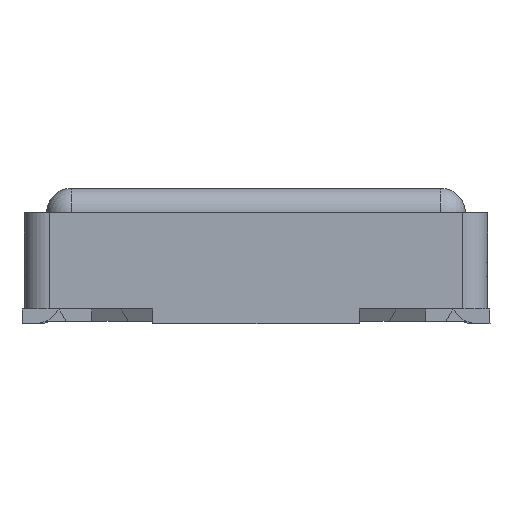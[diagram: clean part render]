
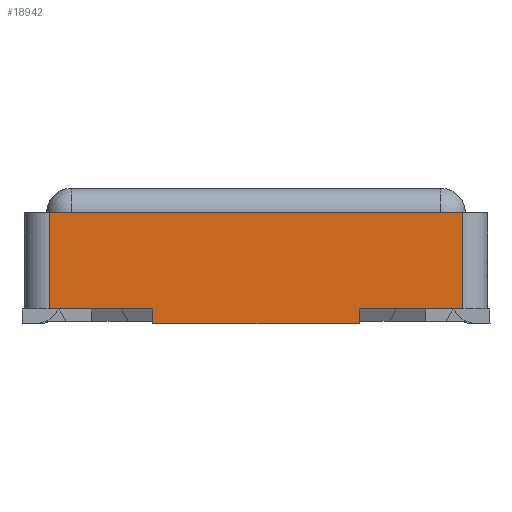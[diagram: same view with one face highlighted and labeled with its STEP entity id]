
A CAD part, left-side view. The second image highlights one B-rep face of the part: STEP entity #18942.
In plain terms, the highlighted planar face has unit normal (-1, 0, 0).
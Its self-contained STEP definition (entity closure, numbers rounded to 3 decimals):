
#445=DIRECTION('',(0.,-1.,0.));
#446=VECTOR('',#445,0.42);
#447=CARTESIAN_POINT('',(-4.625,0.84,0.05));
#448=LINE('',#447,#446);
#449=DIRECTION('',(0.,-1.,0.));
#450=VECTOR('',#449,0.42);
#451=CARTESIAN_POINT('',(-4.625,-0.42,0.05));
#452=LINE('',#451,#450);
#507=DIRECTION('',(0.,0.,1.));
#508=VECTOR('',#507,0.39);
#509=CARTESIAN_POINT('',(-4.625,0.84,0.05));
#510=LINE('',#509,#508);
#511=DIRECTION('',(0.,-1.,0.));
#512=VECTOR('',#511,1.68);
#513=CARTESIAN_POINT('',(-4.625,0.84,0.44));
#514=LINE('',#513,#512);
#515=DIRECTION('',(0.,0.,-1.));
#516=VECTOR('',#515,0.39);
#517=CARTESIAN_POINT('',(-4.625,-0.84,0.44));
#518=LINE('',#517,#516);
#519=DIRECTION('',(0.,0.,-1.));
#520=VECTOR('',#519,0.06);
#521=CARTESIAN_POINT('',(-4.625,-0.42,0.05));
#522=LINE('',#521,#520);
#14376=DIRECTION('',(0.,0.,-1.));
#14377=VECTOR('',#14376,0.06);
#14378=CARTESIAN_POINT('',(-4.625,0.42,0.05));
#14379=LINE('',#14378,#14377);
#14393=DIRECTION('',(0.,-1.,0.));
#14394=VECTOR('',#14393,0.84);
#14395=CARTESIAN_POINT('',(-4.625,0.42,
-0.01));
#14396=LINE('',#14395,#14394);
#14783=CARTESIAN_POINT('',(-4.625,0.84,0.05));
#14784=CARTESIAN_POINT('',(-4.625,0.42,0.05));
#14785=VERTEX_POINT('',#14783);
#14786=VERTEX_POINT('',#14784);
#14791=CARTESIAN_POINT('',(-4.625,-0.42,0.05));
#14792=VERTEX_POINT('',#14791);
#14793=CARTESIAN_POINT('',(-4.625,-0.84,0.05));
#14794=VERTEX_POINT('',#14793);
#14837=CARTESIAN_POINT('',(-4.625,-0.42,
-0.01));
#14838=VERTEX_POINT('',#14837);
#14839=CARTESIAN_POINT('',(-4.625,0.42,
-0.01));
#14840=VERTEX_POINT('',#14839);
#15281=CARTESIAN_POINT('',(-4.625,0.84,0.44));
#15282=CARTESIAN_POINT('',(-4.625,-0.84,0.44));
#15283=VERTEX_POINT('',#15281);
#15284=VERTEX_POINT('',#15282);
#18921=CARTESIAN_POINT('',(-4.625,0.94,0.));
#18922=DIRECTION('',(-1.,0.,0.));
#18923=DIRECTION('',(0.,-1.,0.));
#18924=AXIS2_PLACEMENT_3D('',#18921,#18922,#18923);
#18925=PLANE('',#18924);
#18927=ORIENTED_EDGE('',*,*,#18926,.T.);
#18929=ORIENTED_EDGE('',*,*,#18928,.T.);
#18931=ORIENTED_EDGE('',*,*,#18930,.T.);
#18932=ORIENTED_EDGE('',*,*,#18868,.F.);
#18934=ORIENTED_EDGE('',*,*,#18933,.T.);
#18936=ORIENTED_EDGE('',*,*,#18935,.F.);
#18938=ORIENTED_EDGE('',*,*,#18937,.F.);
#18939=ORIENTED_EDGE('',*,*,#18860,.F.);
#18940=EDGE_LOOP('',(#18927,#18929,#18931,#18932,#18934,#18936,#18938,#18939));
#18941=FACE_OUTER_BOUND('',#18940,.F.);
#18942=ADVANCED_FACE('',(#18941),#18925,.T.);
#18860=EDGE_CURVE('',#14785,#14786,#448,.T.);
#18868=EDGE_CURVE('',#14792,#14794,#452,.T.);
#18926=EDGE_CURVE('',#14785,#15283,#510,.T.);
#18928=EDGE_CURVE('',#15283,#15284,#514,.T.);
#18930=EDGE_CURVE('',#15284,#14794,#518,.T.);
#18933=EDGE_CURVE('',#14792,#14838,#522,.T.);
#18935=EDGE_CURVE('',#14840,#14838,#14396,.T.);
#18937=EDGE_CURVE('',#14786,#14840,#14379,.T.);
